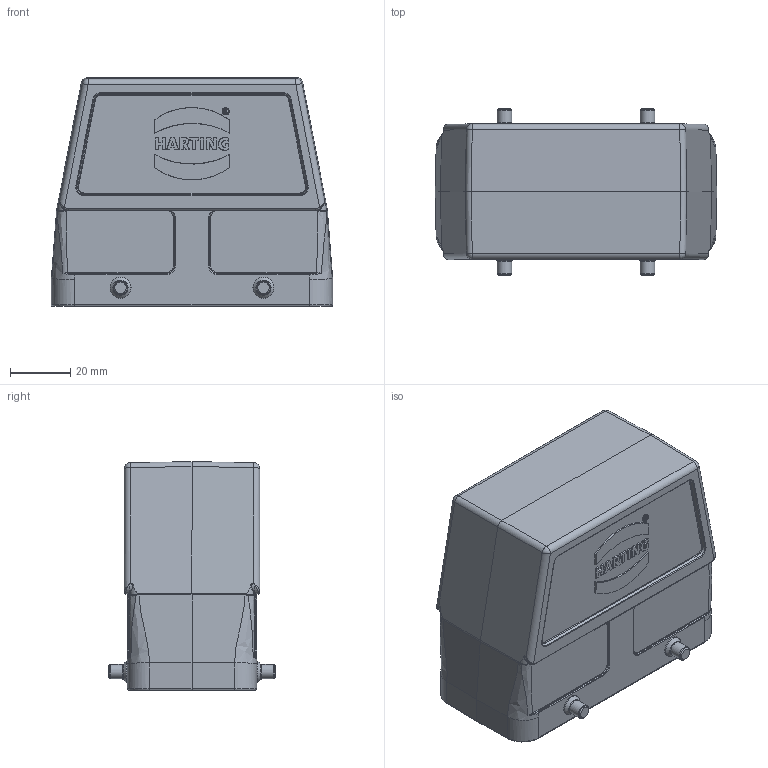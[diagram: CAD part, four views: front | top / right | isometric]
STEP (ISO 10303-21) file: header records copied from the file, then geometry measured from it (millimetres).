
FILE_DESCRIPTION(/* description */ (''),/* implementation_level */ '2;1');
FILE_NAME(/* name */ '100721706ugm000_b.stp',/* time_stamp */ '2017-11-06T09:39:40+01:00',/* author */ (''),/* organization */ (''),/* preprocessor_version */ 'ST-DEVELOPER v16',/* originating_system */ 'SIEMENS PLM Software NX 10.0',/* authorisation */ '');
FILE_SCHEMA (('AUTOMOTIVE_DESIGN { 1 0 10303 214 3 1 1 1 }'));
Length unit declared in the file: millimetre
Products named in the file (1): 100721706ugm000_b
Bounding box: 93.5 x 55.6 x 76 mm (x, y, z)
Volume: 85354.6 mm3; surface area: 43267.3 mm2
Topology: 1 solids, 1 shells, 666 faces, 2124 edges, 1994 vertices
Faces by surface type: plane 268, bspline 144, cylinder 142, torus 59, cone 47, sphere 6
Full cylindrical faces by diameter (mm): 3 x4, 4 x4, 4.8 x4, 7 x4
Entity records: 28803 total; most frequent: CARTESIAN_POINT 9888, ORIENTED_EDGE 3100, DIRECTION 2868, EDGE_CURVE 1550, AXIS2_PLACEMENT_3D 1013, VERTEX_POINT 977, LINE 842, VECTOR 842
